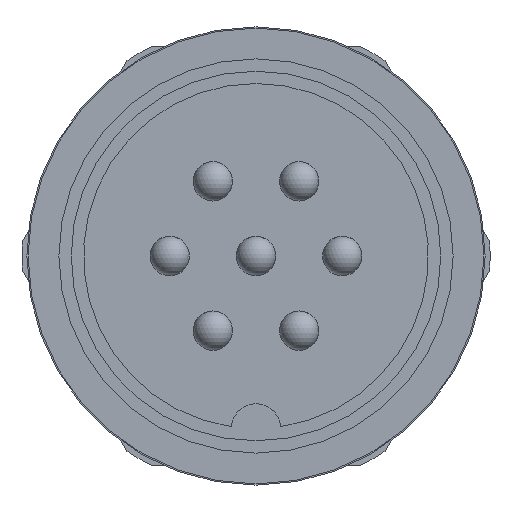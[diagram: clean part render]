
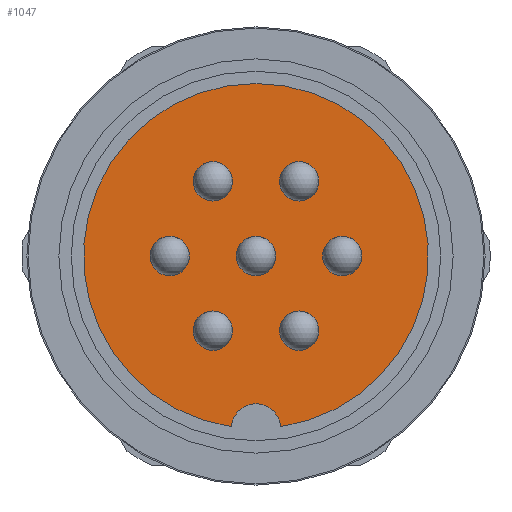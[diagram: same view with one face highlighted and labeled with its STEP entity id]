
A CAD part, front view. The second image highlights one B-rep face of the part: STEP entity #1047.
In plain terms, the highlighted planar face has unit normal (0, -1, 0).
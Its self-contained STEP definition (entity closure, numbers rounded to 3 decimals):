
#597=CARTESIAN_POINT('',(-0.95,-22.0,3.03));
#598=VERTEX_POINT('',#597);
#607=CARTESIAN_POINT('',(-2.55,-22.0,3.03));
#608=VERTEX_POINT('',#607);
#609=CARTESIAN_POINT('',(-1.75,-22.0,3.03));
#610=DIRECTION('',(0.0,1.0,0.0));
#611=DIRECTION('',(1.0,0.0,0.0));
#612=AXIS2_PLACEMENT_3D('',#609,#610,#611);
#613=CIRCLE('',#612,0.8);
#614=EDGE_CURVE('',#608,#598,#613,.T.);
#639=CARTESIAN_POINT('',(-0.95,-22.0,-3.03));
#640=VERTEX_POINT('',#639);
#649=CARTESIAN_POINT('',(-2.55,-22.0,-3.03));
#650=VERTEX_POINT('',#649);
#651=CARTESIAN_POINT('',(-1.75,-22.0,-3.03));
#652=DIRECTION('',(0.0,1.0,0.0));
#653=DIRECTION('',(1.0,0.0,0.0));
#654=AXIS2_PLACEMENT_3D('',#651,#652,#653);
#655=CIRCLE('',#654,0.8);
#656=EDGE_CURVE('',#650,#640,#655,.T.);
#681=CARTESIAN_POINT('',(-2.7,-22.0,0.));
#682=VERTEX_POINT('',#681);
#691=CARTESIAN_POINT('',(-4.3,-22.0,0.));
#692=VERTEX_POINT('',#691);
#693=CARTESIAN_POINT('',(-3.5,-22.0,0.));
#694=DIRECTION('',(0.0,1.0,0.0));
#695=DIRECTION('',(1.0,0.0,0.0));
#696=AXIS2_PLACEMENT_3D('',#693,#694,#695);
#697=CIRCLE('',#696,0.8);
#698=EDGE_CURVE('',#692,#682,#697,.T.);
#723=CARTESIAN_POINT('',(0.8,-22.0,0.));
#724=VERTEX_POINT('',#723);
#733=CARTESIAN_POINT('',(-0.8,-22.0,0.));
#734=VERTEX_POINT('',#733);
#735=CARTESIAN_POINT('',(0.0,-22.0,0.0));
#736=DIRECTION('',(0.0,1.0,0.0));
#737=DIRECTION('',(1.0,0.0,0.0));
#738=AXIS2_PLACEMENT_3D('',#735,#736,#737);
#739=CIRCLE('',#738,0.8);
#740=EDGE_CURVE('',#734,#724,#739,.T.);
#765=CARTESIAN_POINT('',(4.3,-22.0,0.));
#766=VERTEX_POINT('',#765);
#775=CARTESIAN_POINT('',(2.7,-22.0,0.));
#776=VERTEX_POINT('',#775);
#777=CARTESIAN_POINT('',(3.5,-22.0,0.));
#778=DIRECTION('',(0.0,1.0,0.0));
#779=DIRECTION('',(1.0,0.0,0.0));
#780=AXIS2_PLACEMENT_3D('',#777,#778,#779);
#781=CIRCLE('',#780,0.8);
#782=EDGE_CURVE('',#776,#766,#781,.T.);
#807=CARTESIAN_POINT('',(2.55,-22.0,-3.03));
#808=VERTEX_POINT('',#807);
#817=CARTESIAN_POINT('',(0.95,-22.0,-3.03));
#818=VERTEX_POINT('',#817);
#819=CARTESIAN_POINT('',(1.75,-22.0,-3.03));
#820=DIRECTION('',(0.0,1.0,0.0));
#821=DIRECTION('',(1.0,0.0,0.0));
#822=AXIS2_PLACEMENT_3D('',#819,#820,#821);
#823=CIRCLE('',#822,0.8);
#824=EDGE_CURVE('',#818,#808,#823,.T.);
#849=CARTESIAN_POINT('',(2.55,-22.0,3.03));
#850=VERTEX_POINT('',#849);
#859=CARTESIAN_POINT('',(0.95,-22.0,3.03));
#860=VERTEX_POINT('',#859);
#861=CARTESIAN_POINT('',(1.75,-22.0,3.03));
#862=DIRECTION('',(0.0,1.0,0.0));
#863=DIRECTION('',(1.0,0.0,0.0));
#864=AXIS2_PLACEMENT_3D('',#861,#862,#863);
#865=CIRCLE('',#864,0.8);
#866=EDGE_CURVE('',#860,#850,#865,.T.);
#893=CARTESIAN_POINT('',(0.,-22.0,7.));
#894=VERTEX_POINT('',#893);
#910=CARTESIAN_POINT('',(-0.997,-22.0,-6.929));
#911=VERTEX_POINT('',#910);
#918=CARTESIAN_POINT('',(0.0,-22.0,0.0));
#919=DIRECTION('',(0.0,1.0,0.0));
#920=DIRECTION('',(0.0,0.0,1.0));
#921=AXIS2_PLACEMENT_3D('',#918,#919,#920);
#922=CIRCLE('',#921,7.);
#923=EDGE_CURVE('',#911,#894,#922,.T.);
#942=CARTESIAN_POINT('',(0.997,-22.0,-6.929));
#943=VERTEX_POINT('',#942);
#950=CARTESIAN_POINT('',(0.0,-22.0,-7.));
#951=DIRECTION('',(0.0,1.0,0.0));
#952=DIRECTION('',(-0.997,0.0,0.071));
#953=AXIS2_PLACEMENT_3D('',#950,#951,#952);
#954=CIRCLE('',#953,1.0);
#955=EDGE_CURVE('',#911,#943,#954,.T.);
#961=CARTESIAN_POINT('',(0.0,-22.0,3.5));
#962=DIRECTION('',(0.0,-1.0,0.0));
#963=DIRECTION('',(0.0,0.0,-1.0));
#964=AXIS2_PLACEMENT_3D('',#961,#962,#963);
#965=PLANE('',#964);
#966=ORIENTED_EDGE('',*,*,#955,.T.);
#967=CARTESIAN_POINT('',(0.0,-22.0,0.0));
#968=DIRECTION('',(0.0,1.0,0.0));
#969=DIRECTION('',(0.0,0.0,1.0));
#970=AXIS2_PLACEMENT_3D('',#967,#968,#969);
#971=CIRCLE('',#970,7.);
#972=EDGE_CURVE('',#894,#943,#971,.T.);
#973=ORIENTED_EDGE('',*,*,#972,.F.);
#974=ORIENTED_EDGE('',*,*,#923,.F.);
#975=EDGE_LOOP('',(#966,#973,#974));
#976=FACE_OUTER_BOUND('',#975,.T.);
#977=ORIENTED_EDGE('',*,*,#866,.T.);
#978=CARTESIAN_POINT('',(1.75,-22.0,3.03));
#979=DIRECTION('',(0.0,1.0,0.0));
#980=DIRECTION('',(1.0,0.0,0.0));
#981=AXIS2_PLACEMENT_3D('',#978,#979,#980);
#982=CIRCLE('',#981,0.8);
#983=EDGE_CURVE('',#850,#860,#982,.T.);
#984=ORIENTED_EDGE('',*,*,#983,.T.);
#985=EDGE_LOOP('',(#977,#984));
#986=FACE_BOUND('',#985,.T.);
#987=ORIENTED_EDGE('',*,*,#824,.T.);
#988=CARTESIAN_POINT('',(1.75,-22.0,-3.03));
#989=DIRECTION('',(0.0,1.0,0.0));
#990=DIRECTION('',(1.0,0.0,0.0));
#991=AXIS2_PLACEMENT_3D('',#988,#989,#990);
#992=CIRCLE('',#991,0.8);
#993=EDGE_CURVE('',#808,#818,#992,.T.);
#994=ORIENTED_EDGE('',*,*,#993,.T.);
#995=EDGE_LOOP('',(#987,#994));
#996=FACE_BOUND('',#995,.T.);
#997=ORIENTED_EDGE('',*,*,#782,.T.);
#998=CARTESIAN_POINT('',(3.5,-22.0,0.));
#999=DIRECTION('',(0.0,1.0,0.0));
#1000=DIRECTION('',(1.0,0.0,0.0));
#1001=AXIS2_PLACEMENT_3D('',#998,#999,#1000);
#1002=CIRCLE('',#1001,0.8);
#1003=EDGE_CURVE('',#766,#776,#1002,.T.);
#1004=ORIENTED_EDGE('',*,*,#1003,.T.);
#1005=EDGE_LOOP('',(#997,#1004));
#1006=FACE_BOUND('',#1005,.T.);
#1007=ORIENTED_EDGE('',*,*,#740,.T.);
#1008=CARTESIAN_POINT('',(0.0,-22.0,0.0));
#1009=DIRECTION('',(0.0,1.0,0.0));
#1010=DIRECTION('',(1.0,0.0,0.0));
#1011=AXIS2_PLACEMENT_3D('',#1008,#1009,#1010);
#1012=CIRCLE('',#1011,0.8);
#1013=EDGE_CURVE('',#724,#734,#1012,.T.);
#1014=ORIENTED_EDGE('',*,*,#1013,.T.);
#1015=EDGE_LOOP('',(#1007,#1014));
#1016=FACE_BOUND('',#1015,.T.);
#1017=ORIENTED_EDGE('',*,*,#698,.T.);
#1018=CARTESIAN_POINT('',(-3.5,-22.0,0.));
#1019=DIRECTION('',(0.0,1.0,0.0));
#1020=DIRECTION('',(1.0,0.0,0.0));
#1021=AXIS2_PLACEMENT_3D('',#1018,#1019,#1020);
#1022=CIRCLE('',#1021,0.8);
#1023=EDGE_CURVE('',#682,#692,#1022,.T.);
#1024=ORIENTED_EDGE('',*,*,#1023,.T.);
#1025=EDGE_LOOP('',(#1017,#1024));
#1026=FACE_BOUND('',#1025,.T.);
#1027=ORIENTED_EDGE('',*,*,#656,.T.);
#1028=CARTESIAN_POINT('',(-1.75,-22.0,-3.03));
#1029=DIRECTION('',(0.0,1.0,0.0));
#1030=DIRECTION('',(1.0,0.0,0.0));
#1031=AXIS2_PLACEMENT_3D('',#1028,#1029,#1030);
#1032=CIRCLE('',#1031,0.8);
#1033=EDGE_CURVE('',#640,#650,#1032,.T.);
#1034=ORIENTED_EDGE('',*,*,#1033,.T.);
#1035=EDGE_LOOP('',(#1027,#1034));
#1036=FACE_BOUND('',#1035,.T.);
#1037=ORIENTED_EDGE('',*,*,#614,.T.);
#1038=CARTESIAN_POINT('',(-1.75,-22.0,3.03));
#1039=DIRECTION('',(0.0,1.0,0.0));
#1040=DIRECTION('',(1.0,0.0,0.0));
#1041=AXIS2_PLACEMENT_3D('',#1038,#1039,#1040);
#1042=CIRCLE('',#1041,0.8);
#1043=EDGE_CURVE('',#598,#608,#1042,.T.);
#1044=ORIENTED_EDGE('',*,*,#1043,.T.);
#1045=EDGE_LOOP('',(#1037,#1044));
#1046=FACE_BOUND('',#1045,.T.);
#1047=ADVANCED_FACE('',(#976,#986,#996,#1006,#1016,#1026,#1036,#1046),#965,.T.);
